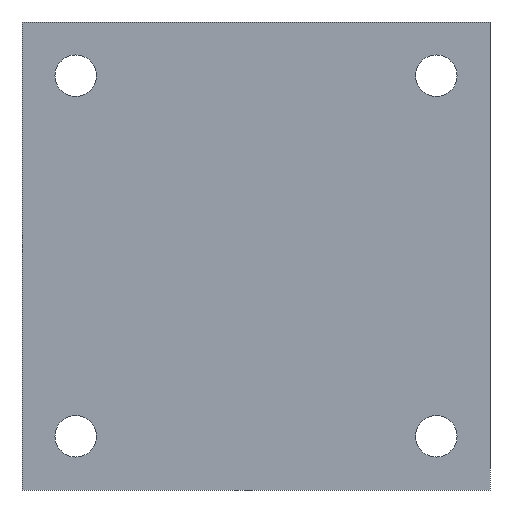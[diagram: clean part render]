
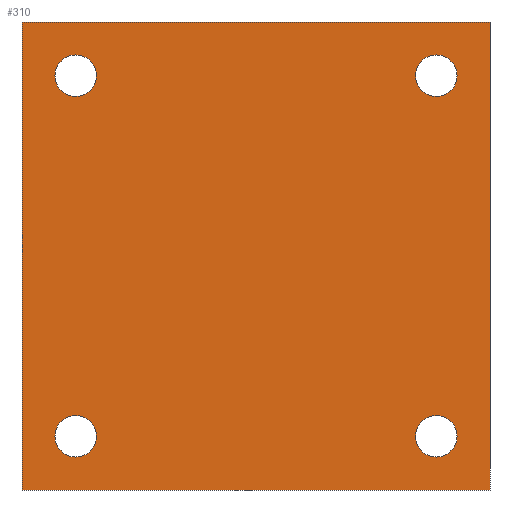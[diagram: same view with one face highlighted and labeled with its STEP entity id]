
A CAD part, front view. The second image highlights one B-rep face of the part: STEP entity #310.
In plain terms, the highlighted planar face has unit normal (0, -1, 0).
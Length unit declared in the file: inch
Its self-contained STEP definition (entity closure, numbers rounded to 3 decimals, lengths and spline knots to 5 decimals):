
#31=FACE_BOUND('',#81,.T.);
#32=FACE_BOUND('',#82,.T.);
#33=FACE_BOUND('',#83,.T.);
#34=FACE_BOUND('',#84,.T.);
#41=CIRCLE('',#344,0.133);
#42=CIRCLE('',#346,0.133);
#43=CIRCLE('',#348,0.133);
#44=CIRCLE('',#350,0.133);
#59=FACE_OUTER_BOUND('',#80,.T.);
#80=EDGE_LOOP('',(#278,#279,#280,#281));
#81=EDGE_LOOP('',(#282));
#82=EDGE_LOOP('',(#283));
#83=EDGE_LOOP('',(#284));
#84=EDGE_LOOP('',(#285));
#107=LINE('',#505,#136);
#109=LINE('',#509,#138);
#112=LINE('',#514,#141);
#113=LINE('',#516,#142);
#136=VECTOR('',#422,0.3937);
#138=VECTOR('',#426,0.3937);
#141=VECTOR('',#431,0.3937);
#142=VECTOR('',#434,0.3937);
#161=VERTEX_POINT('',#486);
#162=VERTEX_POINT('',#490);
#163=VERTEX_POINT('',#494);
#164=VERTEX_POINT('',#498);
#165=VERTEX_POINT('',#502);
#166=VERTEX_POINT('',#504);
#167=VERTEX_POINT('',#508);
#168=VERTEX_POINT('',#512);
#193=EDGE_CURVE('',#161,#161,#41,.T.);
#195=EDGE_CURVE('',#162,#162,#42,.T.);
#197=EDGE_CURVE('',#163,#163,#43,.T.);
#199=EDGE_CURVE('',#164,#164,#44,.T.);
#201=EDGE_CURVE('',#166,#165,#107,.T.);
#203=EDGE_CURVE('',#167,#165,#109,.T.);
#206=EDGE_CURVE('',#168,#167,#112,.T.);
#207=EDGE_CURVE('',#166,#168,#113,.T.);
#278=ORIENTED_EDGE('',*,*,#207,.F.);
#279=ORIENTED_EDGE('',*,*,#201,.T.);
#280=ORIENTED_EDGE('',*,*,#203,.F.);
#281=ORIENTED_EDGE('',*,*,#206,.F.);
#282=ORIENTED_EDGE('',*,*,#199,.F.);
#283=ORIENTED_EDGE('',*,*,#197,.F.);
#284=ORIENTED_EDGE('',*,*,#195,.F.);
#285=ORIENTED_EDGE('',*,*,#193,.F.);
#295=PLANE('',#355);
#310=ADVANCED_FACE('',(#59,#31,#32,#33,#34),#295,.F.);
#344=AXIS2_PLACEMENT_3D('',#488,#402,#403);
#346=AXIS2_PLACEMENT_3D('',#492,#407,#408);
#348=AXIS2_PLACEMENT_3D('',#496,#412,#413);
#350=AXIS2_PLACEMENT_3D('',#500,#417,#418);
#355=AXIS2_PLACEMENT_3D('',#517,#435,#436);
#402=DIRECTION('center_axis',(0.,-1.,0.));
#403=DIRECTION('ref_axis',(1.,0.,0.));
#407=DIRECTION('center_axis',(0.,-1.,0.));
#408=DIRECTION('ref_axis',(1.,0.,0.));
#412=DIRECTION('center_axis',(0.,-1.,0.));
#413=DIRECTION('ref_axis',(1.,0.,0.));
#417=DIRECTION('center_axis',(0.,-1.,0.));
#418=DIRECTION('ref_axis',(1.,0.,0.));
#422=DIRECTION('',(-1.,0.,0.));
#426=DIRECTION('',(0.,0.,1.));
#431=DIRECTION('',(-1.,0.,0.));
#434=DIRECTION('',(0.,0.,-1.));
#435=DIRECTION('center_axis',(0.,1.,0.));
#436=DIRECTION('ref_axis',(0.,0.,1.));
#486=CARTESIAN_POINT('',(0.65784,0.,-1.30141));
#488=CARTESIAN_POINT('Origin',(0.79084,0.,-1.30141));
#490=CARTESIAN_POINT('',(0.65784,0.,1.01059));
#492=CARTESIAN_POINT('Origin',(0.79084,0.,1.01059));
#494=CARTESIAN_POINT('',(-1.65416,0.,-1.30141));
#496=CARTESIAN_POINT('Origin',(-1.52116,0.,-1.30141));
#498=CARTESIAN_POINT('',(-1.65416,0.,1.01059));
#500=CARTESIAN_POINT('Origin',(-1.52116,0.,1.01059));
#502=CARTESIAN_POINT('',(-1.86516,0.,1.35459));
#504=CARTESIAN_POINT('',(1.13484,0.,1.35459));
#505=CARTESIAN_POINT('',(-1.86516,0.,1.35459));
#508=CARTESIAN_POINT('',(-1.86516,0.,-1.64541));
#509=CARTESIAN_POINT('',(-1.86516,0.,-1.39541));
#512=CARTESIAN_POINT('',(1.13484,0.,-1.64541));
#514=CARTESIAN_POINT('',(0.88484,0.,-1.64541));
#516=CARTESIAN_POINT('',(1.13484,0.,1.10459));
#517=CARTESIAN_POINT('Origin',(-0.36516,0.,-0.14541));
